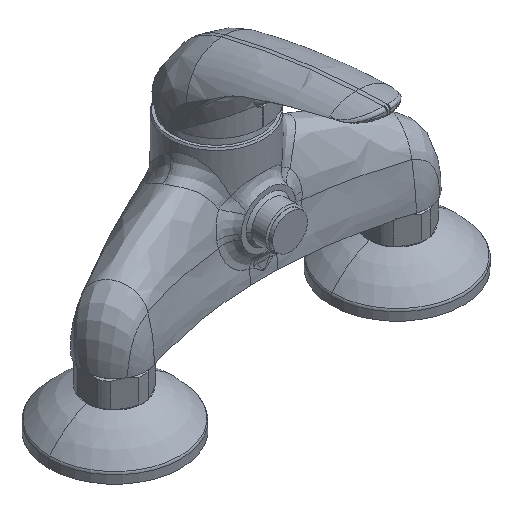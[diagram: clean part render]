
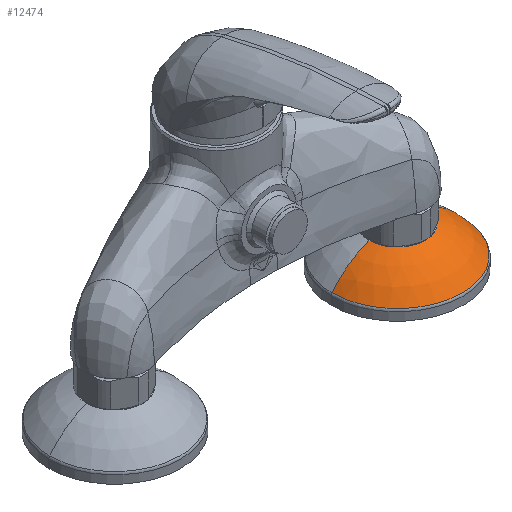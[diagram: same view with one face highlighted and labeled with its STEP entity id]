
A CAD part, isometric view. The second image highlights one B-rep face of the part: STEP entity #12474.
In plain terms, the highlighted spherical face has radius 43.501 mm.
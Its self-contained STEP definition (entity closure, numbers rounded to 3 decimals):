
#4732=CARTESIAN_POINT('',(75.,2.5,-15.));
#4733=DIRECTION('',(0.,0.,1.));
#4734=DIRECTION('',(-1.,0.,0.));
#4735=AXIS2_PLACEMENT_3D('',#4732,#4733,#4734);
#4742=CARTESIAN_POINT('',(75.,2.5,-29.454));
#4743=DIRECTION('',(0.,0.,1.));
#4744=DIRECTION('',(-1.,0.,0.));
#4745=AXIS2_PLACEMENT_3D('',#4742,#4743,#4744);
#4747=CARTESIAN_POINT('',(75.,2.5,-55.833));
#4748=DIRECTION('',(0.,1.,0.));
#4749=DIRECTION('',(-0.795,0.,0.606));
#4750=AXIS2_PLACEMENT_3D('',#4747,#4748,#4749);
#4752=CARTESIAN_POINT('',(75.,2.5,-55.833));
#4753=DIRECTION('',(0.,-1.,0.));
#4754=DIRECTION('',(0.795,0.,0.606));
#4755=AXIS2_PLACEMENT_3D('',#4752,#4753,#4754);
#5587=CARTESIAN_POINT('',(60.,2.5,-15.));
#5588=CARTESIAN_POINT('',(90.,2.5,-15.));
#5589=VERTEX_POINT('',#5587);
#5590=VERTEX_POINT('',#5588);
#5591=CARTESIAN_POINT('',(40.41,2.5,-29.454));
#5592=CARTESIAN_POINT('',(109.59,2.5,-29.454));
#5593=VERTEX_POINT('',#5591);
#5594=VERTEX_POINT('',#5592);
#12460=CARTESIAN_POINT('',(75.,2.5,-55.833));
#12461=DIRECTION('',(0.,0.,-1.));
#12462=DIRECTION('',(1.,0.,0.));
#12463=AXIS2_PLACEMENT_3D('',#12460,#12461,#12462);
#12464=SPHERICAL_SURFACE('',#12463,43.501);
#12466=ORIENTED_EDGE('',*,*,#12465,.F.);
#12468=ORIENTED_EDGE('',*,*,#12467,.T.);
#12469=ORIENTED_EDGE('',*,*,#12433,.T.);
#12471=ORIENTED_EDGE('',*,*,#12470,.F.);
#12472=EDGE_LOOP('',(#12466,#12468,#12469,#12471));
#12473=FACE_OUTER_BOUND('',#12472,.F.);
#12474=ADVANCED_FACE('',(#12473),#12464,.T.);
#4736=CIRCLE('',#4735,15.);
#4746=CIRCLE('',#4745,34.59);
#4751=CIRCLE('',#4750,43.501);
#4756=CIRCLE('',#4755,43.501);
#12433=EDGE_CURVE('',#5589,#5590,#4736,.T.);
#12465=EDGE_CURVE('',#5593,#5594,#4746,.T.);
#12467=EDGE_CURVE('',#5593,#5589,#4751,.T.);
#12470=EDGE_CURVE('',#5594,#5590,#4756,.T.);
